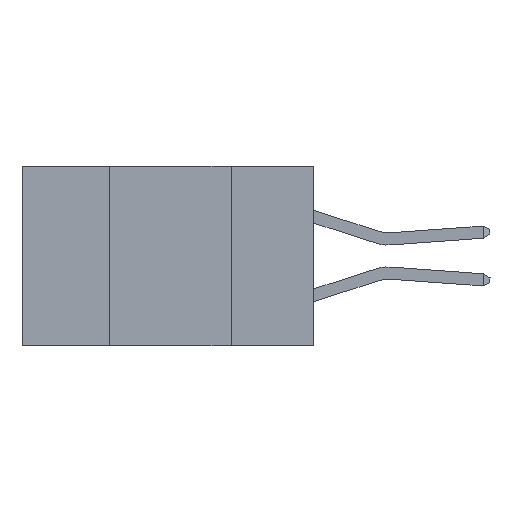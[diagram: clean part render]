
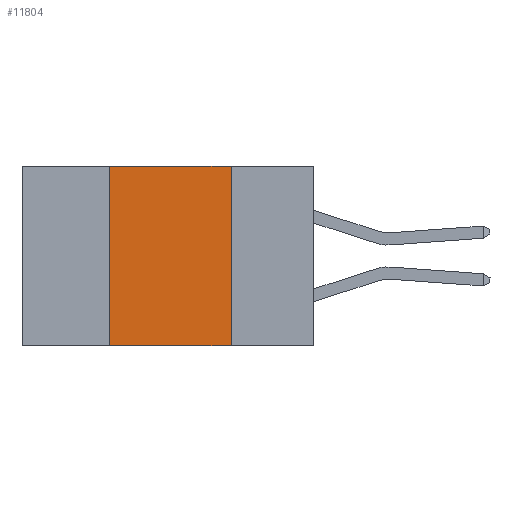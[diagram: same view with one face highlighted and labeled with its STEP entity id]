
A CAD part, left-side view. The second image highlights one B-rep face of the part: STEP entity #11804.
In plain terms, the highlighted planar face has unit normal (-1, 0, 0).
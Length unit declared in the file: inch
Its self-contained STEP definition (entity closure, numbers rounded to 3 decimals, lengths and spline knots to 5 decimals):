
#991 = VECTOR ( 'NONE', #8262, 39.37008 ) ;
#1295 = VECTOR ( 'NONE', #1760, 39.37008 ) ;
#1496 = ORIENTED_EDGE ( 'NONE', *, *, #2926, .F. ) ;
#1760 = DIRECTION ( 'NONE',  ( 0., 0., 1. ) ) ;
#1791 = VERTEX_POINT ( 'NONE', #13892 ) ;
#1977 = VECTOR ( 'NONE', #12398, 39.37008 ) ;
#2438 = DIRECTION ( 'NONE',  ( 0., -1., 0. ) ) ;
#2493 = CARTESIAN_POINT ( 'NONE',  ( 0., 0.6, -0.37 ) ) ;
#2749 = VERTEX_POINT ( 'NONE', #10647 ) ;
#2926 = EDGE_CURVE ( 'NONE', #2749, #9779, #10856, .T. ) ;
#4315 = VERTEX_POINT ( 'NONE', #11642 ) ;
#4478 = EDGE_CURVE ( 'NONE', #4315, #1791, #5080, .T. ) ;
#5080 = LINE ( 'NONE', #2493, #10985 ) ;
#5736 = DIRECTION ( 'NONE',  ( 1., 0., 0. ) ) ;
#8082 = CARTESIAN_POINT ( 'NONE',  ( 0., 0.42, 0. ) ) ;
#8095 = CARTESIAN_POINT ( 'NONE',  ( 0., 0.6, 0. ) ) ;
#8202 = CARTESIAN_POINT ( 'NONE',  ( 0., 0.6, 0. ) ) ;
#8262 = DIRECTION ( 'NONE',  ( 0., -1., 0. ) ) ;
#8267 = EDGE_LOOP ( 'NONE', ( #15547, #1496, #10109, #13405 ) ) ;
#9779 = VERTEX_POINT ( 'NONE', #14083 ) ;
#10109 = ORIENTED_EDGE ( 'NONE', *, *, #13126, .F. ) ;
#10417 = PLANE ( 'NONE',  #10445 ) ;
#10445 = AXIS2_PLACEMENT_3D ( 'NONE', #8095, #5736, #13803 ) ;
#10647 = CARTESIAN_POINT ( 'NONE',  ( 0., 0.42, 0. ) ) ;
#10856 = LINE ( 'NONE', #8202, #991 ) ;
#10985 = VECTOR ( 'NONE', #2438, 39.37008 ) ;
#11258 = CARTESIAN_POINT ( 'NONE',  ( 0., 0.17, 0. ) ) ;
#11624 = EDGE_CURVE ( 'NONE', #9779, #1791, #14351, .T. ) ;
#11642 = CARTESIAN_POINT ( 'NONE',  ( 0., 0.42, -0.37 ) ) ;
#11804 = ADVANCED_FACE ( 'NONE', ( #14863 ), #10417, .F. ) ;
#12398 = DIRECTION ( 'NONE',  ( 0., 0., -1. ) ) ;
#13126 = EDGE_CURVE ( 'NONE', #4315, #2749, #14115, .T. ) ;
#13405 = ORIENTED_EDGE ( 'NONE', *, *, #4478, .T. ) ;
#13803 = DIRECTION ( 'NONE',  ( 0., 0., -1. ) ) ;
#13892 = CARTESIAN_POINT ( 'NONE',  ( 0., 0.17, -0.37 ) ) ;
#14083 = CARTESIAN_POINT ( 'NONE',  ( 0., 0.17, 0. ) ) ;
#14115 = LINE ( 'NONE', #8082, #1295 ) ;
#14351 = LINE ( 'NONE', #11258, #1977 ) ;
#14863 = FACE_OUTER_BOUND ( 'NONE', #8267, .T. ) ;
#15547 = ORIENTED_EDGE ( 'NONE', *, *, #11624, .F. ) ;
